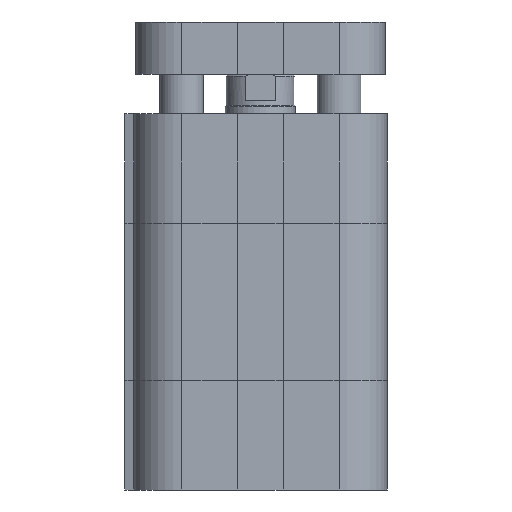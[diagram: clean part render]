
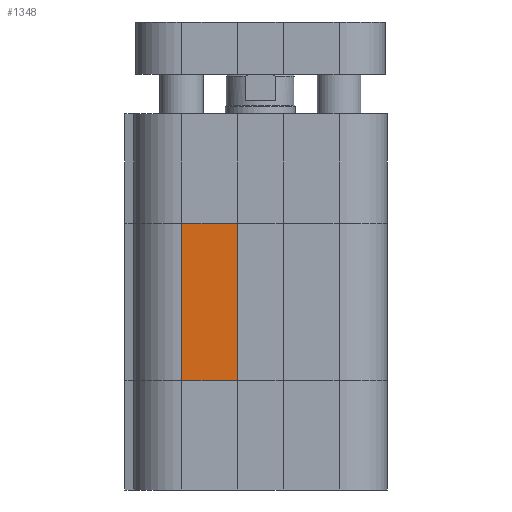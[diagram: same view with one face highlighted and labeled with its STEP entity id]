
A CAD part, left-side view. The second image highlights one B-rep face of the part: STEP entity #1348.
In plain terms, the highlighted planar face has unit normal (-1, 0, 0).
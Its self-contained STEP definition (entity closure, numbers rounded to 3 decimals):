
#1259=CARTESIAN_POINT('',(-14.5,9.,12.5));
#1260=VERTEX_POINT('',#1259);
#1268=CARTESIAN_POINT('',(-14.5,9.,30.5));
#1269=VERTEX_POINT('',#1268);
#1270=CARTESIAN_POINT('',(-14.5,9.,12.5));
#1271=DIRECTION('',(0.0,0.0,1.0));
#1272=VECTOR('',#1271,18.);
#1273=LINE('',#1270,#1272);
#1274=EDGE_CURVE('',#1260,#1269,#1273,.T.);
#1318=CARTESIAN_POINT('',(-14.5,2.6,0.0));
#1319=DIRECTION('',(-1.0,0.0,0.0));
#1320=DIRECTION('',(0.0,0.0,1.0));
#1321=AXIS2_PLACEMENT_3D('',#1318,#1319,#1320);
#1322=PLANE('',#1321);
#1323=CARTESIAN_POINT('',(-14.5,2.6,12.5));
#1324=VERTEX_POINT('',#1323);
#1325=CARTESIAN_POINT('',(-14.5,9.,12.5));
#1326=DIRECTION('',(0.0,-1.0,0.0));
#1327=VECTOR('',#1326,6.4);
#1328=LINE('',#1325,#1327);
#1329=EDGE_CURVE('',#1260,#1324,#1328,.T.);
#1330=ORIENTED_EDGE('',*,*,#1329,.T.);
#1331=CARTESIAN_POINT('',(-14.5,2.6,30.5));
#1332=VERTEX_POINT('',#1331);
#1333=CARTESIAN_POINT('',(-14.5,2.6,12.5));
#1334=DIRECTION('',(0.0,0.0,1.0));
#1335=VECTOR('',#1334,18.);
#1336=LINE('',#1333,#1335);
#1337=EDGE_CURVE('',#1324,#1332,#1336,.T.);
#1338=ORIENTED_EDGE('',*,*,#1337,.T.);
#1339=CARTESIAN_POINT('',(-14.5,9.,30.5));
#1340=DIRECTION('',(0.0,-1.0,0.0));
#1341=VECTOR('',#1340,6.4);
#1342=LINE('',#1339,#1341);
#1343=EDGE_CURVE('',#1269,#1332,#1342,.T.);
#1344=ORIENTED_EDGE('',*,*,#1343,.F.);
#1345=ORIENTED_EDGE('',*,*,#1274,.F.);
#1346=EDGE_LOOP('',(#1330,#1338,#1344,#1345));
#1347=FACE_OUTER_BOUND('',#1346,.T.);
#1348=ADVANCED_FACE('',(#1347),#1322,.T.);
